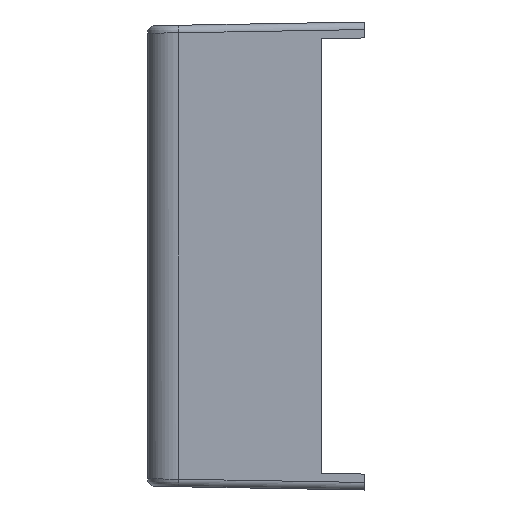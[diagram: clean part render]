
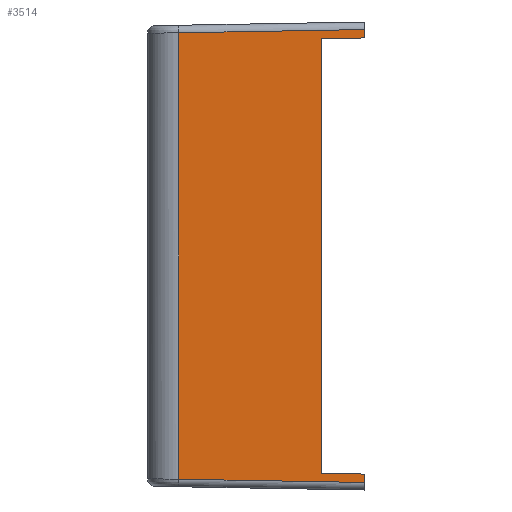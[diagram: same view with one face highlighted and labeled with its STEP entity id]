
A CAD part, left-side view. The second image highlights one B-rep face of the part: STEP entity #3514.
In plain terms, the highlighted planar face has unit normal (-1, 0.018, 0).
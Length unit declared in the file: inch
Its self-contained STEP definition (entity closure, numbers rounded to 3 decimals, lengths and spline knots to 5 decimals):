
#124=PLANE('',#3780);
#230=LINE('',#5328,#566);
#315=LINE('',#5621,#651);
#328=LINE('',#5675,#664);
#345=LINE('',#5716,#681);
#347=LINE('',#5722,#683);
#348=LINE('',#5724,#684);
#349=LINE('',#5726,#685);
#350=LINE('',#5727,#686);
#566=VECTOR('',#4138,0.16005);
#651=VECTOR('',#4281,0.16005);
#664=VECTOR('',#4296,0.03106);
#681=VECTOR('',#4327,0.03106);
#683=VECTOR('',#4335,1.61016);
#684=VECTOR('',#4336,0.68784);
#685=VECTOR('',#4337,1.65386);
#686=VECTOR('',#4338,0.68784);
#930=FACE_OUTER_BOUND('',#1150,.T.);
#1150=EDGE_LOOP('',(#2613,#2614,#2615,#2616,#2617,#2618,#2619,#2620));
#1572=VERTEX_POINT('',#5325);
#1573=VERTEX_POINT('',#5327);
#1673=VERTEX_POINT('',#5618);
#1674=VERTEX_POINT('',#5620);
#1688=VERTEX_POINT('',#5674);
#1705=VERTEX_POINT('',#5715);
#1707=VERTEX_POINT('',#5723);
#1708=VERTEX_POINT('',#5725);
#1912=EDGE_CURVE('',#1573,#1572,#230,.T.);
#2023=EDGE_CURVE('',#1674,#1673,#315,.T.);
#2038=EDGE_CURVE('',#1688,#1573,#328,.T.);
#2057=EDGE_CURVE('',#1673,#1705,#345,.T.);
#2061=EDGE_CURVE('',#1572,#1674,#347,.T.);
#2062=EDGE_CURVE('',#1705,#1707,#348,.T.);
#2063=EDGE_CURVE('',#1707,#1708,#349,.T.);
#2064=EDGE_CURVE('',#1708,#1688,#350,.T.);
#2613=ORIENTED_EDGE('',*,*,#2038,.T.);
#2614=ORIENTED_EDGE('',*,*,#1912,.T.);
#2615=ORIENTED_EDGE('',*,*,#2061,.T.);
#2616=ORIENTED_EDGE('',*,*,#2023,.T.);
#2617=ORIENTED_EDGE('',*,*,#2057,.T.);
#2618=ORIENTED_EDGE('',*,*,#2062,.T.);
#2619=ORIENTED_EDGE('',*,*,#2063,.T.);
#2620=ORIENTED_EDGE('',*,*,#2064,.T.);
#3514=ADVANCED_FACE('',(#930),#124,.T.);
#3780=AXIS2_PLACEMENT_3D('',#5721,#4333,#4334);
#4138=DIRECTION('',(0.017,1.,0.017));
#4281=DIRECTION('',(-0.017,-1.,0.017));
#4296=DIRECTION('',(0.,0.,1.));
#4327=DIRECTION('',(0.,0.,1.));
#4333=DIRECTION('center_axis',(-1.,0.017,0.));
#4334=DIRECTION('ref_axis',(0.,0.,1.));
#4335=DIRECTION('',(0.,0.,1.));
#4336=DIRECTION('',(0.017,1.,-0.017));
#4337=DIRECTION('',(0.,0.,-1.));
#4338=DIRECTION('',(-0.017,-1.,-0.017));
#5325=CARTESIAN_POINT('',(-1.77221,0.16,-0.96335));
#5327=CARTESIAN_POINT('',(-1.775,0.,-0.96614));
#5328=CARTESIAN_POINT('',(-1.775,0.,-0.96614));
#5618=CARTESIAN_POINT('',(-1.775,0.,0.64961));
#5620=CARTESIAN_POINT('',(-1.77221,0.16,0.64681));
#5621=CARTESIAN_POINT('',(-1.77221,0.16,0.64681));
#5674=CARTESIAN_POINT('',(-1.775,0.,-0.9972));
#5675=CARTESIAN_POINT('',(-1.775,0.,-0.9972));
#5715=CARTESIAN_POINT('',(-1.775,0.,0.68067));
#5716=CARTESIAN_POINT('',(-1.775,0.,0.64961));
#5721=CARTESIAN_POINT('Origin',(-1.775,0.,0.));
#5722=CARTESIAN_POINT('',(-1.77221,0.16,-0.96335));
#5723=CARTESIAN_POINT('',(-1.763,0.68763,0.66866));
#5724=CARTESIAN_POINT('',(-1.775,0.,0.68067));
#5725=CARTESIAN_POINT('',(-1.763,0.68763,-0.9852));
#5726=CARTESIAN_POINT('',(-1.763,0.68763,0.66866));
#5727=CARTESIAN_POINT('',(-1.763,0.68763,-0.9852));
